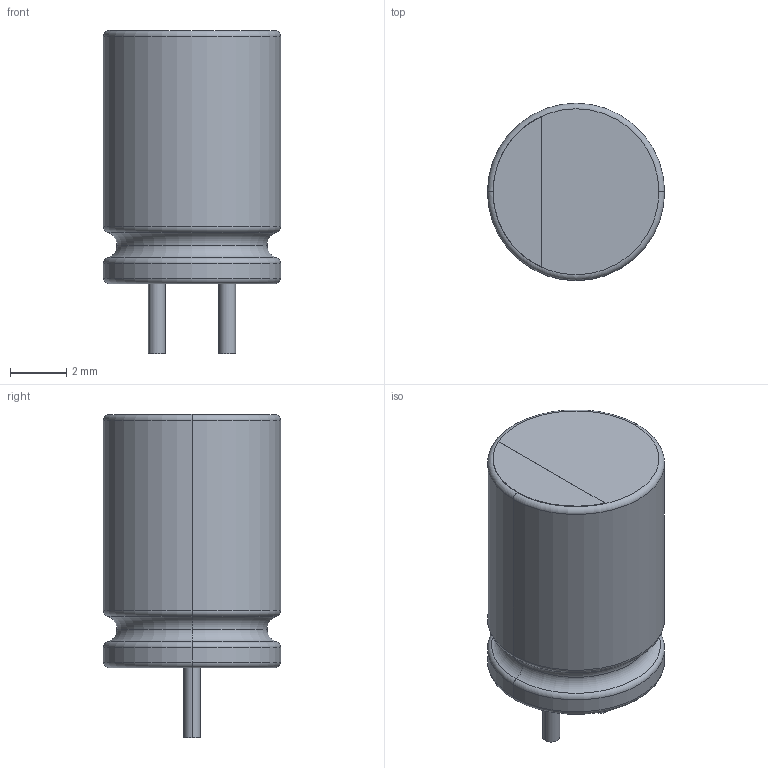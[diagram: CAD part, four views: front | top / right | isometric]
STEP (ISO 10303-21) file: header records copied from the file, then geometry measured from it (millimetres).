
FILE_DESCRIPTION (( 'STEP AP214' ), '1' );
FILE_NAME ('User Library-solid CAPATITORS.STEP', '2019-11-22T15:43:41', ( '' ), ( '' ), 'SwSTEP 2.0', 'SolidWorks 2019', '' );
FILE_SCHEMA (( 'AUTOMOTIVE_DESIGN' ));
Length unit declared in the file: millimetre
Products named in the file (1): User Library-solid CAPATITORS
Bounding box: 6.3 x 6.3 x 11.52 mm (x, y, z)
Volume: 274.9 mm3; surface area: 266.7 mm2
Topology: 4 solids, 4 shells, 31 faces, 55 edges, 32 vertices
Faces by surface type: torus 12, cylinder 10, plane 9
Entity records: 886 total; most frequent: DIRECTION 161, CARTESIAN_POINT 119, ORIENTED_EDGE 110, AXIS2_PLACEMENT_3D 74, EDGE_CURVE 55, CIRCLE 42, VERTEX_POINT 32, EDGE_LOOP 31
